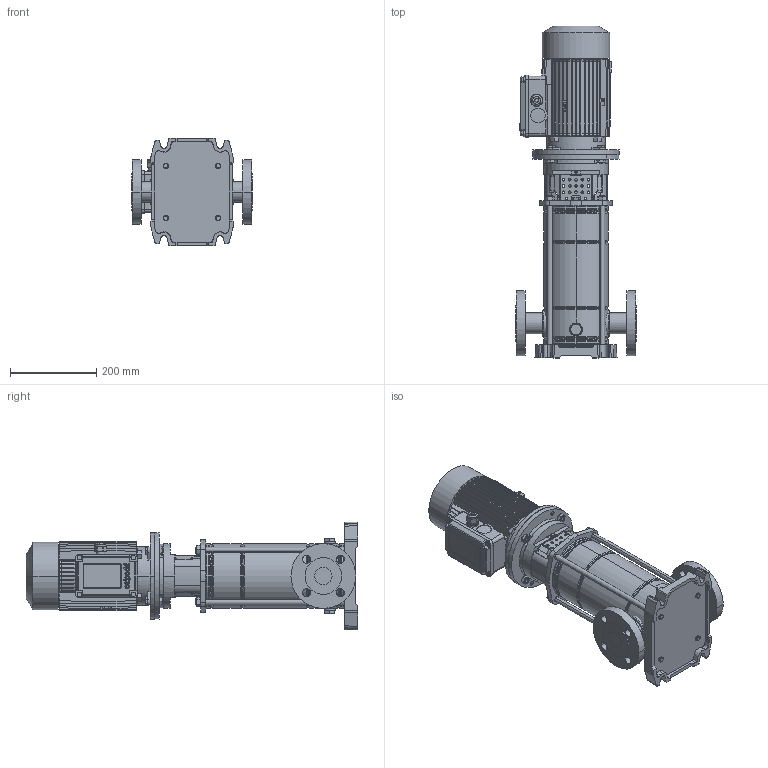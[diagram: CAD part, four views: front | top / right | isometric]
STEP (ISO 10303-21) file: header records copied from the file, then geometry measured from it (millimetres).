
FILE_DESCRIPTION (( 'STEP AP214' ), '1' );
FILE_NAME ('10008344swa00.step', '2021-07-22T13:18:29', ( '' ), ( '' ), 'SwSTEP 2.0', 'SolidWorks 2020', '' );
FILE_SCHEMA (( 'AUTOMOTIVE_DESIGN' ));
Length unit declared in the file: millimetre
Products named in the file (14): 10007670swn00_M20x1.5; 4_92_266_REV00; 10007643swp00; 10007568swp00_M80 B5-De200; 10000021swn00_M10x35 6.8; 10007576swa00_M80L VERT.; 10007650swp00_MXV 40-906; 10007653swp00_M12X368; 10000005swn00_M12 õ; 10007654swp00; 10000004swn00_M10 õ; 10007570swp00_80 L SZ VER.; 10008344swa00; 10007431swp00_Flangia mot. 90
Assembly tree (26 placements, depth 3):
  10008344swa00
    10007643swp00
    10007650swp00_MXV 40-906
    10007654swp00
    10007431swp00_Flangia mot. 90
    10007653swp00_M12X368  x4
    10000005swn00_M12 õ  x4
    4_92_266_REV00  x2
    10007576swa00_M80L VERT.
      10007568swp00_M80 B5-De200
      10007570swp00_80 L SZ VER.
      10007670swn00_M20x1.5
    10000021swn00_M10x35 6.8  x4
    10000004swn00_M10 õ  x4
Bounding box: 280 x 768.5 x 250 mm (x, y, z)
Volume: 14467372.3 mm3; surface area: 1290169.2 mm2
Topology: 28 solids, 28 shells, 2438 faces, 6205 edges, 3933 vertices
Faces by surface type: plane 1206, cylinder 634, cone 369, torus 126, bspline 92, sphere 11
Entity records: 66885 total; most frequent: CARTESIAN_POINT 15269, ORIENTED_EDGE 10664, DIRECTION 10230, EDGE_CURVE 5332, AXIS2_PLACEMENT_3D 3566, VERTEX_POINT 3413, LINE 3098, VECTOR 3098
